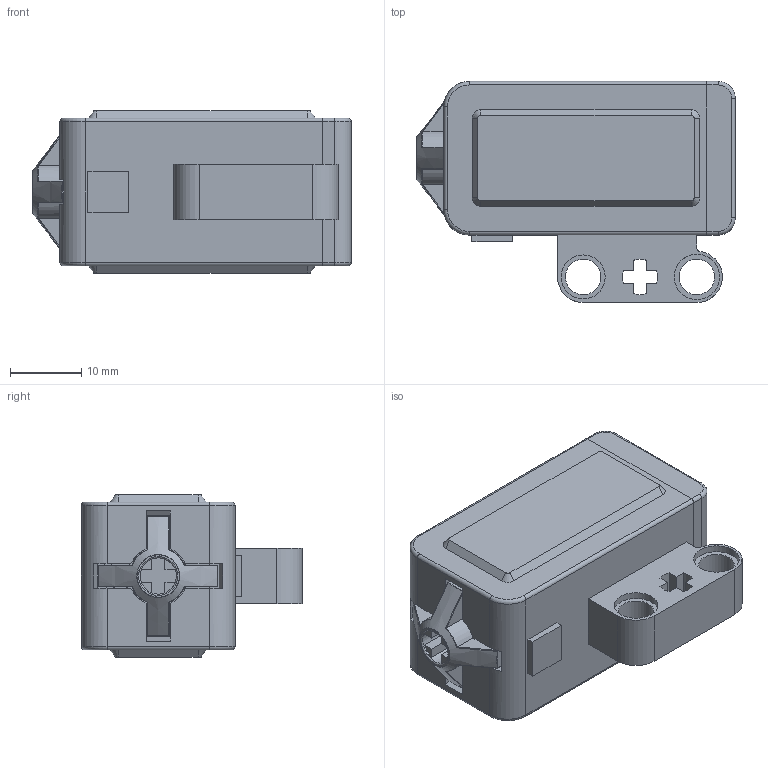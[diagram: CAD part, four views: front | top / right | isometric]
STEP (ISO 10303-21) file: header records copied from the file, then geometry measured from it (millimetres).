
FILE_DESCRIPTION (( 'STEP AP214' ), '1' );
FILE_NAME ('95648span.STEP', '2019-03-17T12:02:20', ( '' ), ( '' ), 'SwSTEP 2.0', 'SolidWorks 2012', '' );
FILE_SCHEMA (( 'AUTOMOTIVE_DESIGN' ));
Length unit declared in the file: millimetre
Products named in the file (5): 99377-span; Switch1; 99386-Red; 54732b-LtBluishGray; 95648span
Assembly tree (4 placements, depth 2):
  95648span
    54732b-LtBluishGray
    99386-Red
    Switch1
    99377-span
Bounding box: 44.81 x 31.1 x 22.8 mm (x, y, z)
Volume: 14173.5 mm3; surface area: 15320.4 mm2
Topology: 9 solids, 10 shells, 620 faces, 1685 edges, 1056 vertices
Faces by surface type: plane 343, cylinder 184, bspline 66, torus 18, cone 9
Full cylindrical faces by diameter (mm): 0.58 x12, 0.7 x2, 0.9 x2, 1 x1, 1.6 x2, 2.4 x2, 4 x1, 5 x2, 5.1 x1, 6.2 x2, 6.4 x3
Entity records: 22302 total; most frequent: CARTESIAN_POINT 5695, ORIENTED_EDGE 3060, DIRECTION 2874, EDGE_CURVE 1530, LINE 1048, VECTOR 1048, VERTEX_POINT 981, AXIS2_PLACEMENT_3D 913
